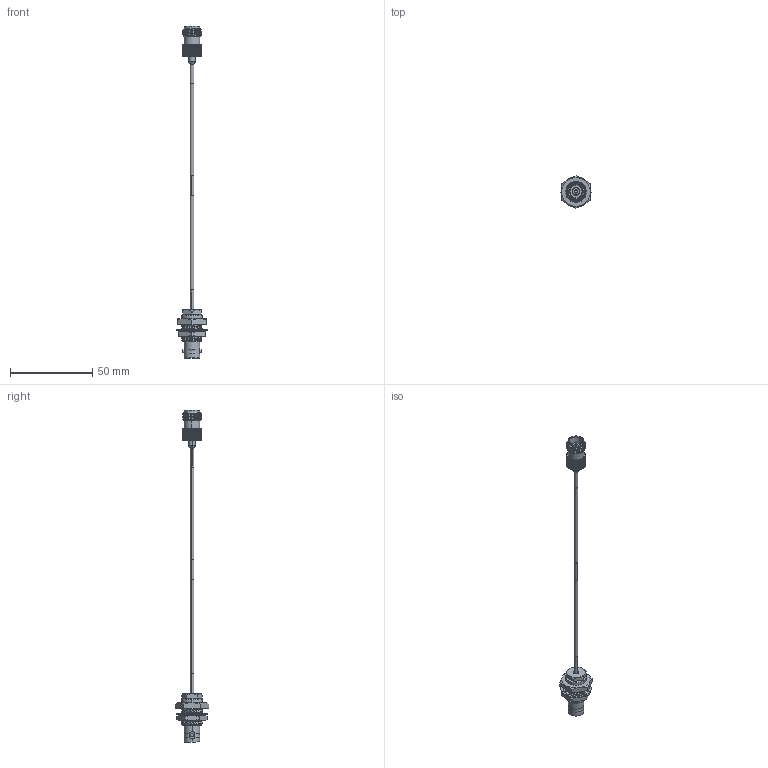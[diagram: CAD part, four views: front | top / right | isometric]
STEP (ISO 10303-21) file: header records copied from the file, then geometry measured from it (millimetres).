
FILE_DESCRIPTION (( 'STEP AP214' ), '1' );
FILE_NAME ('LCCA30596.step', '2020-06-23T23:05:15', ( '' ), ( '' ), 'SwSTEP 2.0', 'SolidWorks 2018', '' );
FILE_SCHEMA (( 'AUTOMOTIVE_DESIGN' ));
Length unit declared in the file: inch
Products named in the file (6): 1AW01-002_.08 ID; LCCN3044_HS-2; LCCN3066; LCCA30596; LCCN3062; LC085TB (085 FORMABLE)
Assembly tree (6 placements, depth 2):
  LCCA30596
    LC085TB (085 FORMABLE)
    1AW01-002_.08 ID  x2
    LCCN3066
    LCCN3044_HS-2
    LCCN3062
Bounding box: 18.34 x 20.16 x 201.9 mm (x, y, z)
Volume: 5305.6 mm3; surface area: 6189.2 mm2
Topology: 9 solids, 9 shells, 1992 faces, 4435 edges, 2480 vertices
Faces by surface type: bspline 1366, cylinder 450, plane 110, cone 62, torus 4
Entity records: 86356 total; most frequent: CARTESIAN_POINT 57333, ORIENTED_EDGE 8846, EDGE_CURVE 4423, VERTEX_POINT 2472, DIRECTION 2419, EDGE_LOOP 2013, FACE_OUTER_BOUND 1986, ADVANCED_FACE 1986
